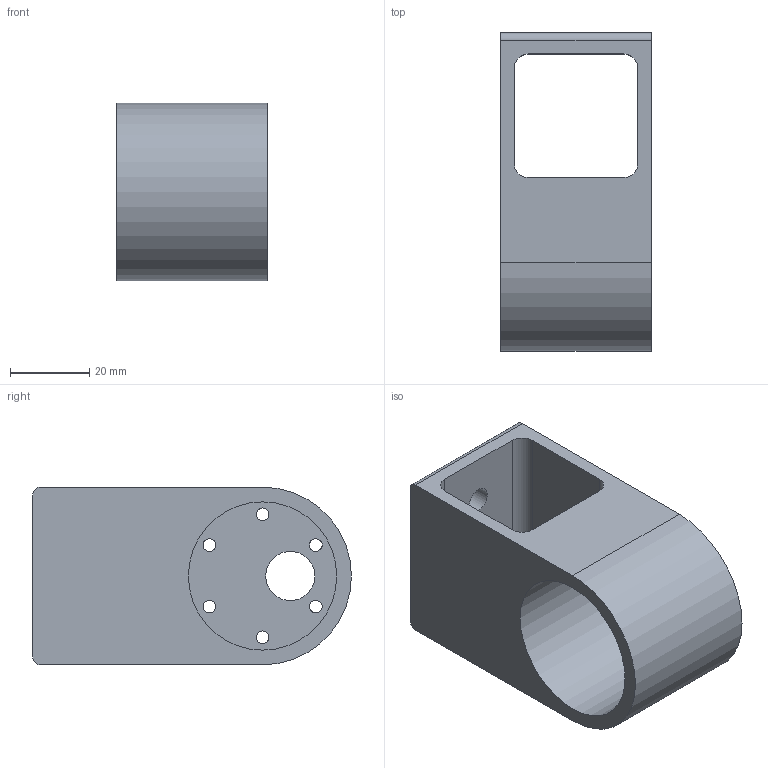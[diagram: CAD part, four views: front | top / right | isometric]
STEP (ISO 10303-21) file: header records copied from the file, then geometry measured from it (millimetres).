
FILE_DESCRIPTION(('FreeCAD Model'),'2;1');
FILE_NAME('Open CASCADE Shape Model','2026-02-02T13:17:29',('Author'),( ''),'Open CASCADE STEP processor 7.8','FreeCAD','Unknown');
FILE_SCHEMA(('AUTOMOTIVE_DESIGN { 1 0 10303 214 1 1 1 1 }'));
Length unit declared in the file: millimetre
Products named in the file (1): MotorHolder
Bounding box: 38 x 80.4 x 44.8 mm (x, y, z)
Volume: 46131.2 mm3; surface area: 23004.9 mm2
Topology: 1 solids, 1 shells, 33 faces, 84 edges, 54 vertices
Faces by surface type: cylinder 17, plane 10, cone 6
Full cylindrical faces by diameter (mm): 3.2 x6, 6.4 x2, 12.4 x1, 37.4 x1
Entity records: 3130 total; most frequent: CARTESIAN_POINT 2260, DIRECTION 174, ORIENTED_EDGE 168, EDGE_CURVE 84, AXIS2_PLACEMENT_3D 68, FACE_BOUND 54, EDGE_LOOP 54, VERTEX_POINT 54
